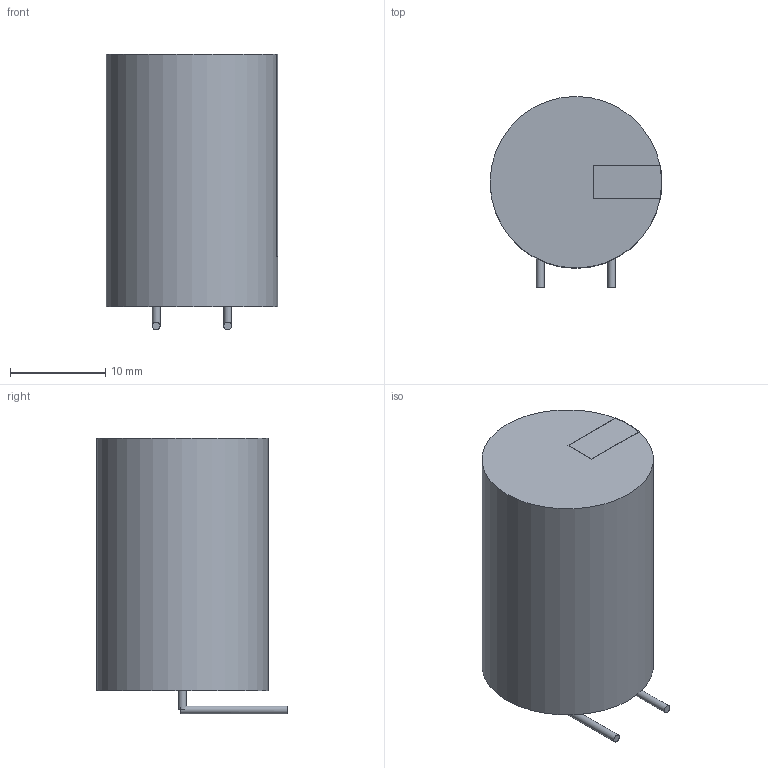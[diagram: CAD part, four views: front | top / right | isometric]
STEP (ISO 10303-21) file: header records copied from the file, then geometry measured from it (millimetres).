
FILE_DESCRIPTION(('FreeCAD Model'),'2;1');
FILE_NAME('Open CASCADE Shape Model','2025-04-13T21:18:58',(''),(''), 'Open CASCADE STEP processor 7.8','FreeCAD','Unknown');
FILE_SCHEMA(('AUTOMOTIVE_DESIGN { 1 0 10303 214 1 1 1 1 }'));
Length unit declared in the file: millimetre
Products named in the file (7): part004; part; part001; part002; part003; Scale; Scale001
Assembly tree (6 placements, depth 2):
  part004
    part
    part001
    part002
    part003
    Scale
    Scale001
Bounding box: 18.02 x 20.02 x 28.91 mm (x, y, z)
Volume: 6767.3 mm3; surface area: 2296.9 mm2
Topology: 6 solids, 6 shells, 23 faces, 33 edges, 22 vertices
Faces by surface type: plane 12, bspline 6, cylinder 5
Full cylindrical faces by diameter (mm): 0.813 x2, 18.009 x1
Entity records: 703 total; most frequent: CARTESIAN_POINT 160, DIRECTION 82, ORIENTED_EDGE 66, AXIS2_PLACEMENT_3D 34, EDGE_CURVE 33, ADVANCED_FACE 23, FACE_BOUND 23, EDGE_LOOP 23
